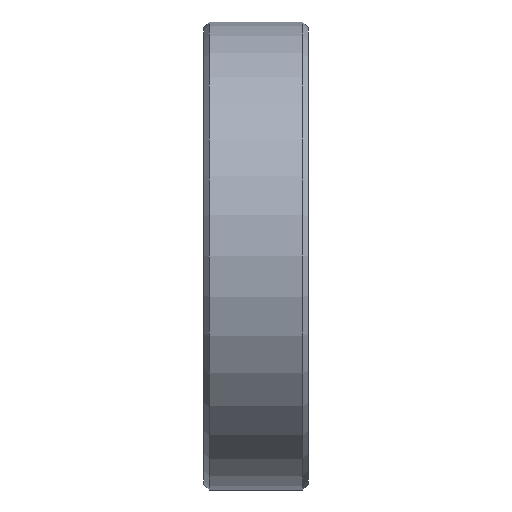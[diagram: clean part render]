
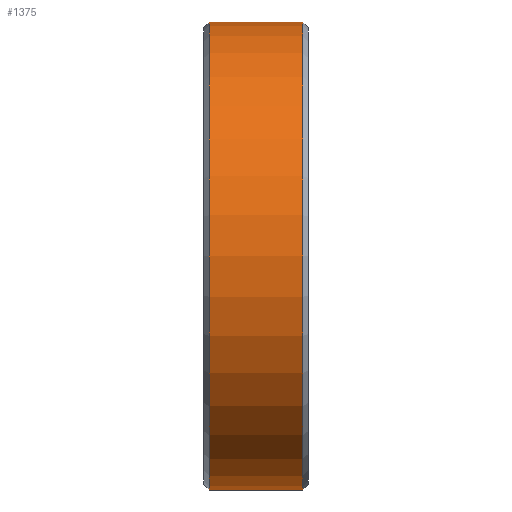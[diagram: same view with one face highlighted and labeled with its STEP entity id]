
A CAD part, left-side view. The second image highlights one B-rep face of the part: STEP entity #1375.
In plain terms, the highlighted cylindrical face has radius 17 mm (diameter 34 mm), a partial arc.
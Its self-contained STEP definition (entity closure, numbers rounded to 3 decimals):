
#308 = ORIENTED_EDGE ( 'NONE', *, *, #3070, .F. ) ;
#485 = ORIENTED_EDGE ( 'NONE', *, *, #11284, .T. ) ;
#572 = DIRECTION ( 'NONE',  ( 0., 1., 0. ) ) ;
#1375 = ADVANCED_FACE ( 'NONE', ( #3349 ), #1686, .T. ) ;
#1543 = EDGE_CURVE ( 'NONE', #14464, #12510, #10935, .T. ) ;
#1686 = CYLINDRICAL_SURFACE ( 'NONE', #11618, 17. ) ;
#1899 = CARTESIAN_POINT ( 'NONE',  ( 0., 53.835, 0. ) ) ;
#2125 = CARTESIAN_POINT ( 'NONE',  ( 0., 53.835, 17. ) ) ;
#3070 = EDGE_CURVE ( 'NONE', #6353, #7430, #14563, .T. ) ;
#3349 = FACE_OUTER_BOUND ( 'NONE', #9754, .T. ) ;
#3450 = DIRECTION ( 'NONE',  ( 0., 1., 0. ) ) ;
#3484 = CARTESIAN_POINT ( 'NONE',  ( 0., 0.4, 0. ) ) ;
#3535 = CARTESIAN_POINT ( 'NONE',  ( 0., 7.2, -17. ) ) ;
#3959 = VECTOR ( 'NONE', #3450, 1000. ) ;
#4547 = VECTOR ( 'NONE', #14580, 1000. ) ;
#4795 = CARTESIAN_POINT ( 'NONE',  ( 0., 0.4, -17. ) ) ;
#4804 = DIRECTION ( 'NONE',  ( 0., 0., -1. ) ) ;
#5799 = ORIENTED_EDGE ( 'NONE', *, *, #7152, .T. ) ;
#6353 = VERTEX_POINT ( 'NONE', #4795 ) ;
#7152 = EDGE_CURVE ( 'NONE', #12510, #7430, #15111, .T. ) ;
#7430 = VERTEX_POINT ( 'NONE', #3535 ) ;
#7782 = CARTESIAN_POINT ( 'NONE',  ( 0., 7.2, 0. ) ) ;
#8824 = CIRCLE ( 'NONE', #12903, 17. ) ;
#9093 = DIRECTION ( 'NONE',  ( 0., 0., 1. ) ) ;
#9754 = EDGE_LOOP ( 'NONE', ( #308, #485, #10929, #5799 ) ) ;
#10184 = CARTESIAN_POINT ( 'NONE',  ( 0., 7.2, 17. ) ) ;
#10389 = CARTESIAN_POINT ( 'NONE',  ( 0., 0.4, 17. ) ) ;
#10929 = ORIENTED_EDGE ( 'NONE', *, *, #1543, .T. ) ;
#10935 = LINE ( 'NONE', #2125, #3959 ) ;
#11284 = EDGE_CURVE ( 'NONE', #6353, #14464, #8824, .T. ) ;
#11618 = AXIS2_PLACEMENT_3D ( 'NONE', #1899, #572, #16245 ) ;
#12510 = VERTEX_POINT ( 'NONE', #10184 ) ;
#12626 = DIRECTION ( 'NONE',  ( 0., 1., 0. ) ) ;
#12903 = AXIS2_PLACEMENT_3D ( 'NONE', #3484, #12626, #4804 ) ;
#13255 = CARTESIAN_POINT ( 'NONE',  ( 0., 53.835, -17. ) ) ;
#14464 = VERTEX_POINT ( 'NONE', #10389 ) ;
#14563 = LINE ( 'NONE', #13255, #4547 ) ;
#14580 = DIRECTION ( 'NONE',  ( 0., 1., 0. ) ) ;
#15111 = CIRCLE ( 'NONE', #15752, 17. ) ;
#15752 = AXIS2_PLACEMENT_3D ( 'NONE', #7782, #16807, #9093 ) ;
#16245 = DIRECTION ( 'NONE',  ( 0., 0., 1. ) ) ;
#16807 = DIRECTION ( 'NONE',  ( 0., -1., 0. ) ) ;
